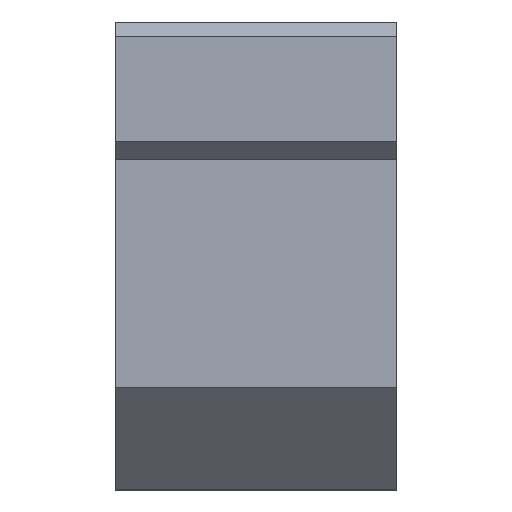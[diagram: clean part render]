
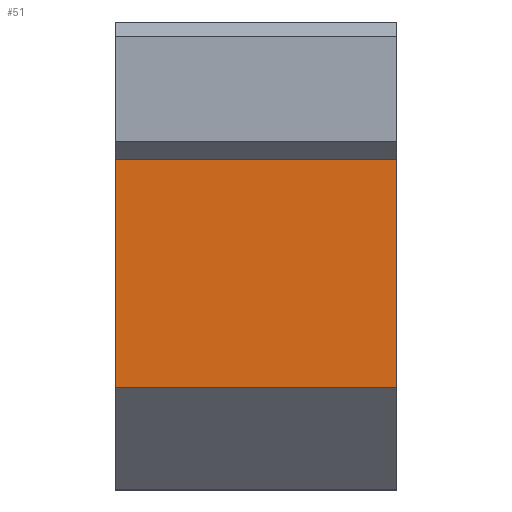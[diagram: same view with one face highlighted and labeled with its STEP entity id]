
A CAD part, left-side view. The second image highlights one B-rep face of the part: STEP entity #51.
In plain terms, the highlighted planar face has unit normal (-1, 0, 0).
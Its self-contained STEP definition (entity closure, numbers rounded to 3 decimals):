
#5 = LINE ( 'NONE', #558, #209 ) ;
#39 = CARTESIAN_POINT ( 'NONE',  ( -42.5, 40., -18.75 ) ) ;
#47 = VERTEX_POINT ( 'NONE', #1276 ) ;
#51 = ADVANCED_FACE ( 'NONE', ( #1444 ), #931, .F. ) ;
#75 = ORIENTED_EDGE ( 'NONE', *, *, #1014, .T. ) ;
#161 = CARTESIAN_POINT ( 'NONE',  ( -42.5, 40., -18.75 ) ) ;
#209 = VECTOR ( 'NONE', #1294, 1000. ) ;
#258 = EDGE_CURVE ( 'NONE', #1549, #473, #981, .T. ) ;
#264 = VECTOR ( 'NONE', #1273, 1000. ) ;
#311 = DIRECTION ( 'NONE',  ( 0., -1., 0. ) ) ;
#338 = DIRECTION ( 'NONE',  ( 0., 0., 1. ) ) ;
#423 = CARTESIAN_POINT ( 'NONE',  ( -42.5, 40., -18.75 ) ) ;
#427 = CARTESIAN_POINT ( 'NONE',  ( -42.5, 40., 13.75 ) ) ;
#430 = AXIS2_PLACEMENT_3D ( 'NONE', #423, #810, #1038 ) ;
#473 = VERTEX_POINT ( 'NONE', #427 ) ;
#558 = CARTESIAN_POINT ( 'NONE',  ( -42.5, 0., -18.75 ) ) ;
#792 = VERTEX_POINT ( 'NONE', #905 ) ;
#805 = ORIENTED_EDGE ( 'NONE', *, *, #258, .F. ) ;
#810 = DIRECTION ( 'NONE',  ( 1., 0., 0. ) ) ;
#845 = CARTESIAN_POINT ( 'NONE',  ( -42.5, 40., 13.75 ) ) ;
#905 = CARTESIAN_POINT ( 'NONE',  ( -42.5, 0., -18.75 ) ) ;
#931 = PLANE ( 'NONE',  #430 ) ;
#935 = LINE ( 'NONE', #39, #264 ) ;
#981 = LINE ( 'NONE', #1198, #1567 ) ;
#1002 = EDGE_CURVE ( 'NONE', #792, #47, #5, .T. ) ;
#1014 = EDGE_CURVE ( 'NONE', #1549, #792, #935, .T. ) ;
#1038 = DIRECTION ( 'NONE',  ( 0., 0., -1. ) ) ;
#1120 = LINE ( 'NONE', #845, #1599 ) ;
#1162 = EDGE_CURVE ( 'NONE', #473, #47, #1120, .T. ) ;
#1198 = CARTESIAN_POINT ( 'NONE',  ( -42.5, 40., -18.75 ) ) ;
#1225 = ORIENTED_EDGE ( 'NONE', *, *, #1002, .T. ) ;
#1273 = DIRECTION ( 'NONE',  ( 0., -1., 0. ) ) ;
#1276 = CARTESIAN_POINT ( 'NONE',  ( -42.5, 0., 13.75 ) ) ;
#1294 = DIRECTION ( 'NONE',  ( 0., 0., 1. ) ) ;
#1314 = EDGE_LOOP ( 'NONE', ( #1225, #1505, #805, #75 ) ) ;
#1444 = FACE_OUTER_BOUND ( 'NONE', #1314, .T. ) ;
#1505 = ORIENTED_EDGE ( 'NONE', *, *, #1162, .F. ) ;
#1549 = VERTEX_POINT ( 'NONE', #161 ) ;
#1567 = VECTOR ( 'NONE', #338, 1000. ) ;
#1599 = VECTOR ( 'NONE', #311, 1000. ) ;
